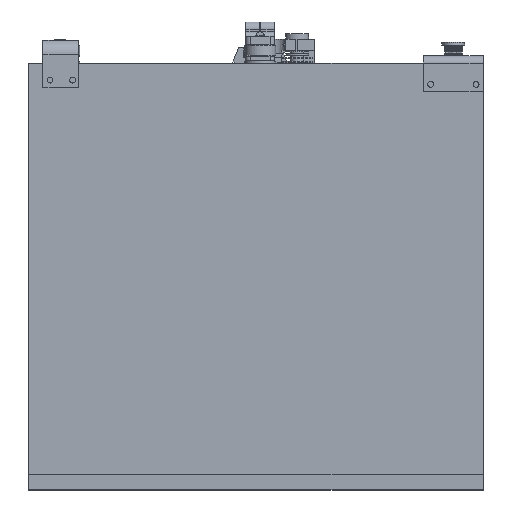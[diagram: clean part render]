
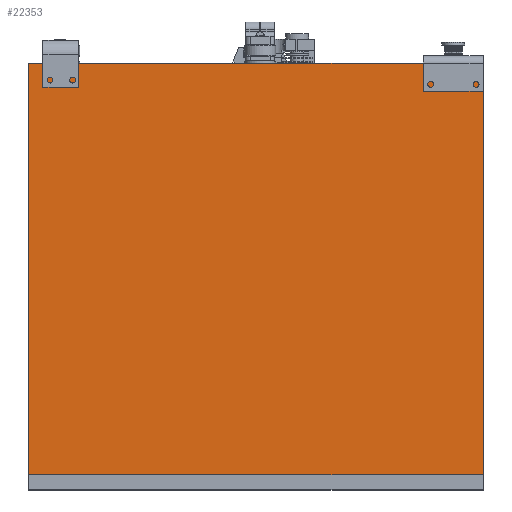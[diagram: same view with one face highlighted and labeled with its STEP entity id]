
A CAD part, top view. The second image highlights one B-rep face of the part: STEP entity #22353.
In plain terms, the highlighted face is planar.
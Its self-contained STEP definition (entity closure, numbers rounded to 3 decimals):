
#2479=FACE_OUTER_BOUND('',#3750,.T.);
#3750=EDGE_LOOP('',(#15268,#15269,#15270,#15271));
#5550=LINE('',#31720,#7704);
#5554=LINE('',#31728,#7708);
#5557=LINE('',#31734,#7711);
#5560=LINE('',#31739,#7714);
#7704=VECTOR('',#25639,320.);
#7708=VECTOR('',#25645,290.);
#7711=VECTOR('',#25650,320.);
#7714=VECTOR('',#25655,290.);
#9854=VERTEX_POINT('',#31718);
#9855=VERTEX_POINT('',#31719);
#9858=VERTEX_POINT('',#31727);
#9860=VERTEX_POINT('',#31733);
#12079=EDGE_CURVE('',#9854,#9855,#5550,.T.);
#12083=EDGE_CURVE('',#9855,#9858,#5554,.T.);
#12086=EDGE_CURVE('',#9858,#9860,#5557,.T.);
#12089=EDGE_CURVE('',#9860,#9854,#5560,.T.);
#15268=ORIENTED_EDGE('',*,*,#12089,.T.);
#15269=ORIENTED_EDGE('',*,*,#12079,.T.);
#15270=ORIENTED_EDGE('',*,*,#12083,.T.);
#15271=ORIENTED_EDGE('',*,*,#12086,.T.);
#21560=PLANE('',#23658);
#22353=ADVANCED_FACE('',(#2479),#21560,.F.);
#23658=AXIS2_PLACEMENT_3D('',#31741,#25657,#25658);
#25639=DIRECTION('',(0.,0.,-1.));
#25645=DIRECTION('',(0.,-1.,0.));
#25650=DIRECTION('',(0.,0.,1.));
#25655=DIRECTION('',(0.,1.,0.));
#25657=DIRECTION('center_axis',(1.,0.,0.));
#25658=DIRECTION('ref_axis',(0.,0.,-1.));
#31718=CARTESIAN_POINT('',(0.,290.,0.));
#31719=CARTESIAN_POINT('',(0.,290.,-320.));
#31720=CARTESIAN_POINT('',(0.,290.,0.));
#31727=CARTESIAN_POINT('',(0.,0.,-320.));
#31728=CARTESIAN_POINT('',(0.,290.,-320.));
#31733=CARTESIAN_POINT('',(0.,0.,0.));
#31734=CARTESIAN_POINT('',(0.,0.,-320.));
#31739=CARTESIAN_POINT('',(0.,0.,0.));
#31741=CARTESIAN_POINT('Origin',(0.,145.,-160.));
